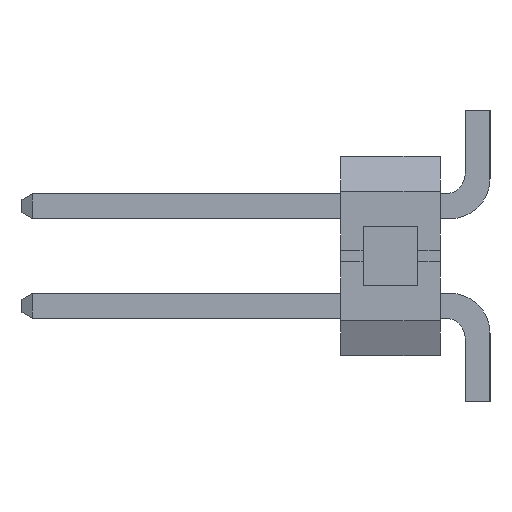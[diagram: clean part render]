
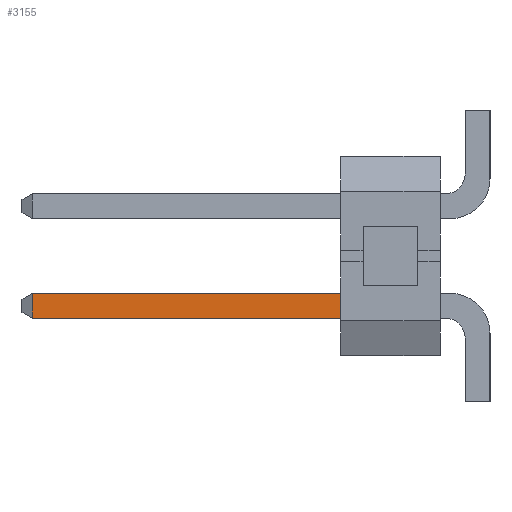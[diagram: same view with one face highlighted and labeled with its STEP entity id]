
A CAD part, left-side view. The second image highlights one B-rep face of the part: STEP entity #3155.
In plain terms, the highlighted planar face has unit normal (-1, 0, 0).
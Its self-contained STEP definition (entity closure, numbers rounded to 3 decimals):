
#1361 = LINE ( 'NONE', #11813, #24206 ) ;
#1918 = VERTEX_POINT ( 'NONE', #7833 ) ;
#1993 = EDGE_CURVE ( 'NONE', #33953, #32606, #19714, .T. ) ;
#2646 = EDGE_CURVE ( 'NONE', #1918, #23147, #15607, .T. ) ;
#3155 = ADVANCED_FACE ( 'NONE', ( #22187 ), #6812, .F. ) ;
#3920 = DIRECTION ( 'NONE',  ( 0., 1., 0. ) ) ;
#5556 = VECTOR ( 'NONE', #26464, 1000. ) ;
#6706 = DIRECTION ( 'NONE',  ( 0., -1., 0. ) ) ;
#6812 = PLANE ( 'NONE',  #9763 ) ;
#7833 = CARTESIAN_POINT ( 'NONE',  ( -16.827, 2.667, -2.223 ) ) ;
#8878 = EDGE_CURVE ( 'NONE', #33953, #1918, #23825, .T. ) ;
#9763 = AXIS2_PLACEMENT_3D ( 'NONE', #25431, #33442, #23094 ) ;
#11212 = CARTESIAN_POINT ( 'NONE',  ( -16.827, 11.678, -2.223 ) ) ;
#11813 = CARTESIAN_POINT ( 'NONE',  ( -16.827, 1.143, -2.857 ) ) ;
#13006 = ORIENTED_EDGE ( 'NONE', *, *, #2646, .F. ) ;
#13066 = VECTOR ( 'NONE', #26501, 1000. ) ;
#14512 = CARTESIAN_POINT ( 'NONE',  ( -16.827, 11.938, -2.223 ) ) ;
#15606 = ORIENTED_EDGE ( 'NONE', *, *, #1993, .T. ) ;
#15607 = LINE ( 'NONE', #31512, #13066 ) ;
#19714 = LINE ( 'NONE', #29031, #5556 ) ;
#19921 = ORIENTED_EDGE ( 'NONE', *, *, #8878, .F. ) ;
#21897 = EDGE_LOOP ( 'NONE', ( #19921, #15606, #30731, #13006 ) ) ;
#22187 = FACE_OUTER_BOUND ( 'NONE', #21897, .T. ) ;
#23094 = DIRECTION ( 'NONE',  ( 0., 0., -1. ) ) ;
#23147 = VERTEX_POINT ( 'NONE', #28538 ) ;
#23825 = LINE ( 'NONE', #14512, #27180 ) ;
#24206 = VECTOR ( 'NONE', #3920, 1000. ) ;
#25431 = CARTESIAN_POINT ( 'NONE',  ( -16.827, 1.016, -3.239 ) ) ;
#25670 = EDGE_CURVE ( 'NONE', #23147, #32606, #1361, .T. ) ;
#26464 = DIRECTION ( 'NONE',  ( 0., 0., -1. ) ) ;
#26501 = DIRECTION ( 'NONE',  ( 0., 0., -1. ) ) ;
#27180 = VECTOR ( 'NONE', #6706, 1000. ) ;
#28538 = CARTESIAN_POINT ( 'NONE',  ( -16.827, 2.667, -2.857 ) ) ;
#29031 = CARTESIAN_POINT ( 'NONE',  ( -16.827, 11.678, -3.239 ) ) ;
#29367 = CARTESIAN_POINT ( 'NONE',  ( -16.827, 11.678, -2.857 ) ) ;
#30731 = ORIENTED_EDGE ( 'NONE', *, *, #25670, .F. ) ;
#31512 = CARTESIAN_POINT ( 'NONE',  ( -16.827, 2.667, 0. ) ) ;
#32606 = VERTEX_POINT ( 'NONE', #29367 ) ;
#33442 = DIRECTION ( 'NONE',  ( 1., 0., 0. ) ) ;
#33953 = VERTEX_POINT ( 'NONE', #11212 ) ;
